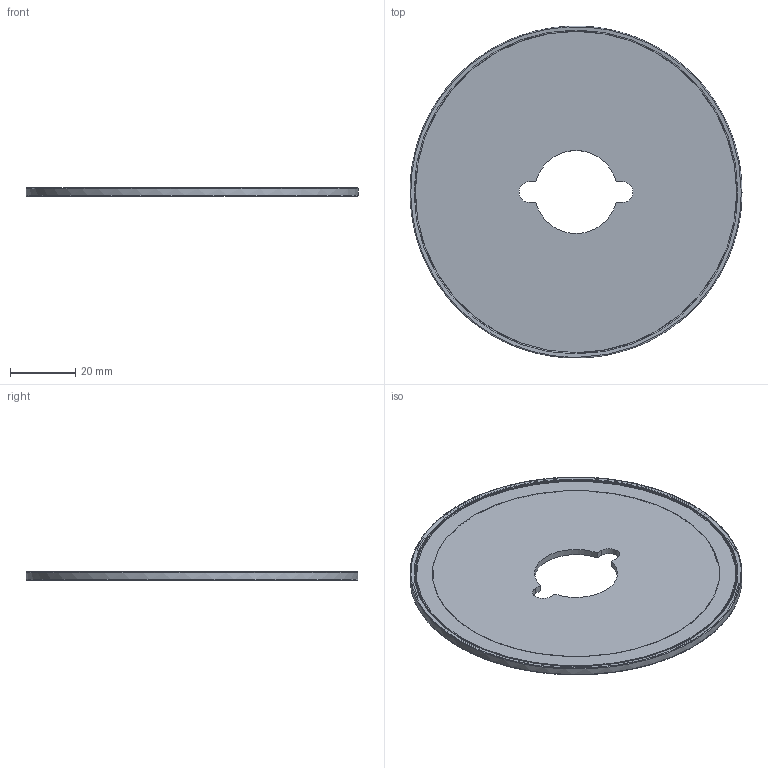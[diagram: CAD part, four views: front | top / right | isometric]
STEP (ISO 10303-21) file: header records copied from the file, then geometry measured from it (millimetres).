
FILE_DESCRIPTION(/* description */ (''),/* implementation_level */ '2;1');
FILE_NAME(/* name */ '335.10-04.00-2.stp',/* time_stamp */ '2017-09-14T10:21:11+06:00',/* author */ (''),/* organization */ (''),/* preprocessor_version */ 'ST-DEVELOPER v16',/* originating_system */ 'SIEMENS PLM Software NX 11.0',/* authorisation */ '');
FILE_SCHEMA (('AUTOMOTIVE_DESIGN { 1 0 10303 214 3 1 1 1 }'));
Length unit declared in the file: millimetre
Products named in the file (1): 335.10-04.00-2
Bounding box: 101.63 x 101.61 x 2.48 mm (x, y, z)
Volume: 18173.6 mm3; surface area: 21024.3 mm2
Topology: 2 solids, 2 shells, 35 faces, 87 edges, 56 vertices
Faces by surface type: revolution 13, plane 8, cylinder 6, bspline 6, cone 2
Full cylindrical faces by diameter (mm): 100.4 x1, 101.628 x1
Entity records: 2981 total; most frequent: CARTESIAN_POINT 2238, DIRECTION 147, ORIENTED_EDGE 104, EDGE_LOOP 60, AXIS2_PLACEMENT_3D 57, EDGE_CURVE 52, FACE_BOUND 50, VERTEX_POINT 42
